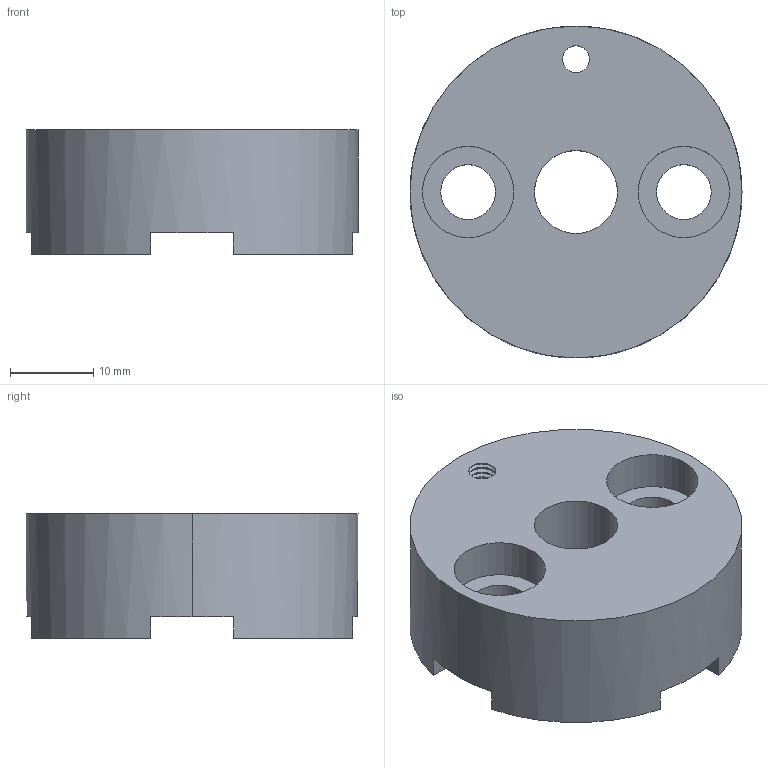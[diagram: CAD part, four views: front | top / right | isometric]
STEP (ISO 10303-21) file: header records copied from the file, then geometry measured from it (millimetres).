
FILE_DESCRIPTION(('STEP AP214'),'1');
FILE_NAME(' ',' ',('TraceParts'),('TraceParts S.A.'),'XStep 1.0',' ',' ');
FILE_SCHEMA(('automotive_design'));
Length unit declared in the file: millimetre
Products named in the file (1): 1
Bounding box: 40 x 40 x 15 mm (x, y, z)
Volume: 14531.5 mm3; surface area: 5544.4 mm2
Topology: 1 solids, 1 shells, 208 faces, 434 edges, 230 vertices
Faces by surface type: torus 72, cone 72, cylinder 48, plane 16
Entity records: 10484 total; most frequent: DIRECTION 1138, STYLED_ITEM 873, PRESENTATION_STYLE_ASSIGNMENT 873, CARTESIAN_POINT 873, COLOUR_RGB 873, ORIENTED_EDGE 868, AXIS2_PLACEMENT_3D 495, EDGE_CURVE 434
